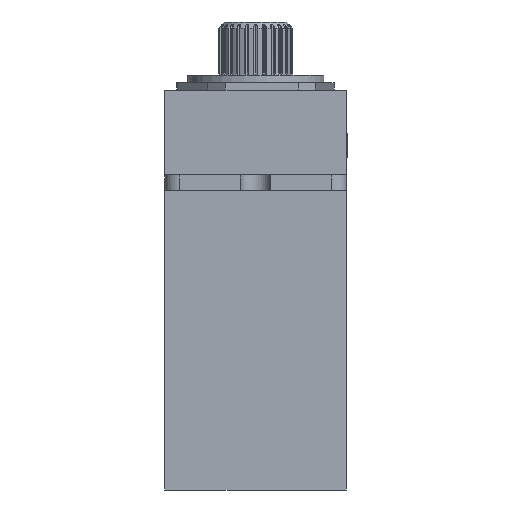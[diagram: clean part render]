
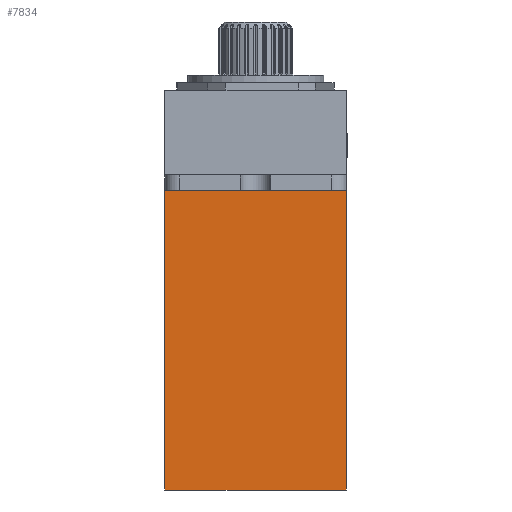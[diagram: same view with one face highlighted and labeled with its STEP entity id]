
A CAD part, left-side view. The second image highlights one B-rep face of the part: STEP entity #7834.
In plain terms, the highlighted planar face has unit normal (-1, 0, 0).
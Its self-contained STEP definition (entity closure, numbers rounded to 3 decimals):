
#376=PLANE('',#8239);
#700=LINE('',#20985,#1246);
#876=LINE('',#22675,#1422);
#879=LINE('',#22681,#1425);
#880=LINE('',#22682,#1426);
#1246=VECTOR('',#9223,10.);
#1422=VECTOR('',#9465,10.);
#1425=VECTOR('',#9470,10.);
#1426=VECTOR('',#9471,10.);
#1876=FACE_OUTER_BOUND('',#2309,.T.);
#2309=EDGE_LOOP('',(#7127,#7128,#7129,#7130));
#3440=VERTEX_POINT('',#20982);
#3441=VERTEX_POINT('',#20984);
#3698=VERTEX_POINT('',#22674);
#3700=VERTEX_POINT('',#22680);
#4472=EDGE_CURVE('',#3440,#3441,#700,.T.);
#4853=EDGE_CURVE('',#3698,#3441,#876,.T.);
#4856=EDGE_CURVE('',#3440,#3700,#879,.T.);
#4857=EDGE_CURVE('',#3700,#3698,#880,.T.);
#7127=ORIENTED_EDGE('',*,*,#4853,.T.);
#7128=ORIENTED_EDGE('',*,*,#4472,.F.);
#7129=ORIENTED_EDGE('',*,*,#4856,.T.);
#7130=ORIENTED_EDGE('',*,*,#4857,.T.);
#7834=ADVANCED_FACE('',(#1876),#376,.T.);
#8239=AXIS2_PLACEMENT_3D('',#22679,#9468,#9469);
#9223=DIRECTION('',(0.,0.,-1.));
#9465=DIRECTION('',(0.,-1.,0.));
#9468=DIRECTION('center_axis',(-1.,0.,0.));
#9469=DIRECTION('ref_axis',(0.,1.,0.));
#9470=DIRECTION('',(0.,1.,0.));
#9471=DIRECTION('',(0.,0.,-1.));
#20982=CARTESIAN_POINT('',(-11.5,-6.,-6.7));
#20984=CARTESIAN_POINT('',(-11.5,-6.,-26.5));
#20985=CARTESIAN_POINT('',(-11.5,-6.,0.));
#22674=CARTESIAN_POINT('',(-11.5,6.,-26.5));
#22675=CARTESIAN_POINT('',(-11.5,-3.,-26.5));
#22679=CARTESIAN_POINT('Origin',(-11.5,-6.,0.));
#22680=CARTESIAN_POINT('',(-11.5,6.,-6.7));
#22681=CARTESIAN_POINT('',(-11.5,-3.,-6.7));
#22682=CARTESIAN_POINT('',(-11.5,6.,0.));
